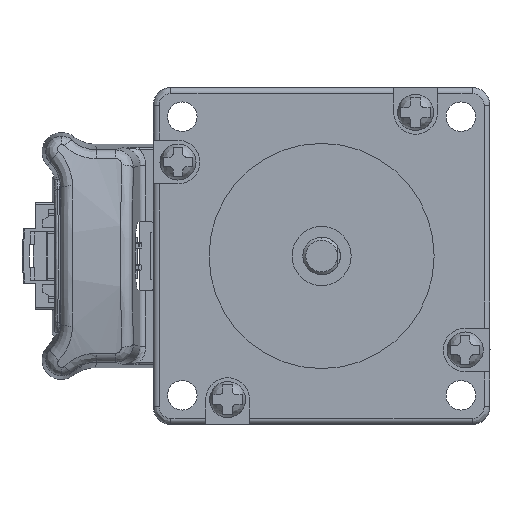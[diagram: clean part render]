
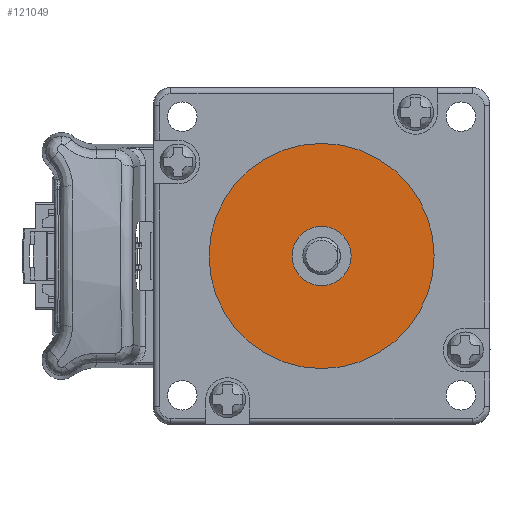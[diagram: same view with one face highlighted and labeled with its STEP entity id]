
A CAD part, left-side view. The second image highlights one B-rep face of the part: STEP entity #121049.
In plain terms, the highlighted face is planar.
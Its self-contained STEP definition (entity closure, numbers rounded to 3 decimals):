
#1004 = CARTESIAN_POINT ( 'NONE',  ( -26.839, -149.743, -17.4 ) ) ;
#7896 = AXIS2_PLACEMENT_3D ( 'NONE', #35677, #108830, #46131 ) ;
#9239 = EDGE_LOOP ( 'NONE', ( #116905, #96571 ) ) ;
#10900 = AXIS2_PLACEMENT_3D ( 'NONE', #77009, #14379, #87528 ) ;
#14379 = DIRECTION ( 'NONE',  ( 0., 0., -1. ) ) ;
#23270 = CARTESIAN_POINT ( 'NONE',  ( -12.789, -149.743, -17.4 ) ) ;
#33217 = CARTESIAN_POINT ( 'NONE',  ( -2.789, -149.743, -17.4 ) ) ;
#34532 = CARTESIAN_POINT ( 'NONE',  ( -7.789, -149.743, -17.4 ) ) ;
#35677 = CARTESIAN_POINT ( 'NONE',  ( -7.789, -149.743, -17.4 ) ) ;
#37928 = VERTEX_POINT ( 'NONE', #23270 ) ;
#39662 = AXIS2_PLACEMENT_3D ( 'NONE', #34532, #107666, #44967 ) ;
#40016 = CARTESIAN_POINT ( 'NONE',  ( -7.789, -149.743, -17.4 ) ) ;
#40273 = FACE_BOUND ( 'NONE', #43112, .T. ) ;
#43112 = EDGE_LOOP ( 'NONE', ( #58768, #55151 ) ) ;
#43738 = VERTEX_POINT ( 'NONE', #106506 ) ;
#44967 = DIRECTION ( 'NONE',  ( 1., 0., 0. ) ) ;
#46131 = DIRECTION ( 'NONE',  ( 1., 0., 0. ) ) ;
#50021 = VERTEX_POINT ( 'NONE', #33217 ) ;
#50478 = DIRECTION ( 'NONE',  ( -1., 0., 0. ) ) ;
#51286 = CARTESIAN_POINT ( 'NONE',  ( -28.744, -170.483, -17.4 ) ) ;
#55151 = ORIENTED_EDGE ( 'NONE', *, *, #73988, .T. ) ;
#56779 = CIRCLE ( 'NONE', #60109, 5. ) ;
#58768 = ORIENTED_EDGE ( 'NONE', *, *, #130218, .T. ) ;
#60109 = AXIS2_PLACEMENT_3D ( 'NONE', #40016, #113222, #50478 ) ;
#61828 = DIRECTION ( 'NONE',  ( 1., 0., 0. ) ) ;
#65547 = AXIS2_PLACEMENT_3D ( 'NONE', #51286, #124528, #61828 ) ;
#70223 = EDGE_CURVE ( 'NONE', #43738, #117570, #120983, .T. ) ;
#73988 = EDGE_CURVE ( 'NONE', #50021, #37928, #56779, .T. ) ;
#77009 = CARTESIAN_POINT ( 'NONE',  ( -7.789, -149.743, -17.4 ) ) ;
#87528 = DIRECTION ( 'NONE',  ( -1., 0., 0. ) ) ;
#96571 = ORIENTED_EDGE ( 'NONE', *, *, #108087, .F. ) ;
#106026 = CIRCLE ( 'NONE', #10900, 5. ) ;
#106506 = CARTESIAN_POINT ( 'NONE',  ( 11.261, -149.743, -17.4 ) ) ;
#107666 = DIRECTION ( 'NONE',  ( 0., 0., -1. ) ) ;
#108087 = EDGE_CURVE ( 'NONE', #117570, #43738, #131583, .T. ) ;
#108830 = DIRECTION ( 'NONE',  ( 0., 0., -1. ) ) ;
#113222 = DIRECTION ( 'NONE',  ( 0., 0., -1. ) ) ;
#116905 = ORIENTED_EDGE ( 'NONE', *, *, #70223, .F. ) ;
#117570 = VERTEX_POINT ( 'NONE', #1004 ) ;
#120500 = FACE_OUTER_BOUND ( 'NONE', #9239, .T. ) ;
#120983 = CIRCLE ( 'NONE', #39662, 19.05 ) ;
#121049 = ADVANCED_FACE ( 'NONE', ( #120500, #40273 ), #133253, .T. ) ;
#124528 = DIRECTION ( 'NONE',  ( 0., 0., 1. ) ) ;
#130218 = EDGE_CURVE ( 'NONE', #37928, #50021, #106026, .T. ) ;
#131583 = CIRCLE ( 'NONE', #7896, 19.05 ) ;
#133253 = PLANE ( 'NONE',  #65547 ) ;
